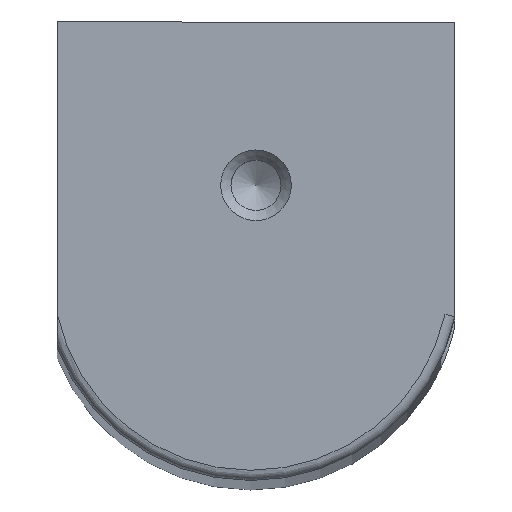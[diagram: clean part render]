
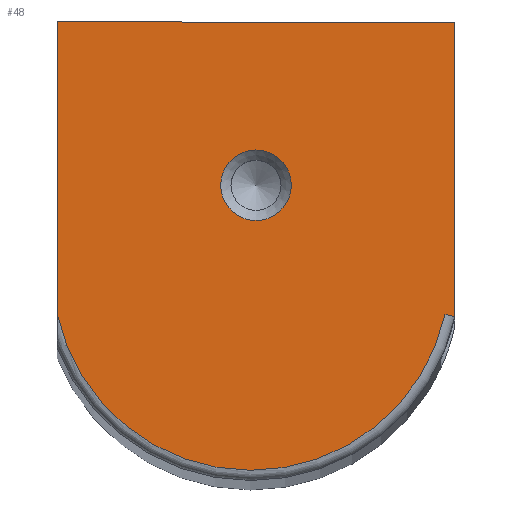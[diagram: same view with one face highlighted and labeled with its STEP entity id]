
A CAD part, top view. The second image highlights one B-rep face of the part: STEP entity #48.
In plain terms, the highlighted planar face has unit normal (0, 0, 1).
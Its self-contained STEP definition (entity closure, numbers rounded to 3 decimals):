
#48=ADVANCED_FACE('',(#228,#230),#232,.T.);
#228=FACE_BOUND('',#229,.T.);
#229=EDGE_LOOP('',(#380,#381,#382,#383,#384));
#230=FACE_BOUND('',#231,.T.);
#231=EDGE_LOOP('',(#385));
#232=PLANE('',#233);
#233=AXIS2_PLACEMENT_3D('',#234,#235,#236);
#234=CARTESIAN_POINT('',(0.,0.,534.));
#235=DIRECTION('',(0.,0.,1.));
#236=DIRECTION('',(-1.,0.,0.));
#380=ORIENTED_EDGE('',*,*,#460,.T.);
#381=ORIENTED_EDGE('',*,*,#461,.F.);
#382=ORIENTED_EDGE('',*,*,#462,.T.);
#383=ORIENTED_EDGE('',*,*,#463,.T.);
#384=ORIENTED_EDGE('',*,*,#464,.T.);
#385=ORIENTED_EDGE('',*,*,#465,.T.);
#460=EDGE_CURVE('',#500,#501,#502,.T.);
#461=EDGE_CURVE('',#503,#501,#504,.F.);
#462=EDGE_CURVE('',#503,#505,#506,.T.);
#463=EDGE_CURVE('',#505,#507,#508,.T.);
#464=EDGE_CURVE('',#507,#500,#509,.T.);
#465=EDGE_CURVE('',#510,#510,#511,.T.);
#500=VERTEX_POINT('',#568);
#501=VERTEX_POINT('',#569);
#502=CIRCLE('',#570,19.453);
#503=VERTEX_POINT('',#574);
#504=LINE('',#575,#576);
#505=VERTEX_POINT('',#578);
#506=LINE('',#579,#580);
#507=VERTEX_POINT('',#582);
#508=LINE('',#583,#584);
#509=LINE('',#586,#587);
#510=VERTEX_POINT('',#589);
#511=CIRCLE('',#590,3.459);
#568=CARTESIAN_POINT('',(-19.5,-28.549,534.));
#569=CARTESIAN_POINT('',(18.523,-28.671,534.));
#570=AXIS2_PLACEMENT_3D('',#571,#572,#573);
#571=CARTESIAN_POINT('',(-0.475,-24.493,534.));
#572=DIRECTION('',(0.,0.,1.));
#573=DIRECTION('',(-0.978,-0.209,0.));
#574=CARTESIAN_POINT('',(19.5,-28.886,534.));
#575=CARTESIAN_POINT('',(18.523,-28.671,534.));
#576=VECTOR('',#577,1.);
#577=DIRECTION('',(0.977,-0.215,0.));
#578=CARTESIAN_POINT('',(19.5,0.,534.));
#579=CARTESIAN_POINT('',(19.5,-28.886,534.));
#580=VECTOR('',#581,1.);
#581=DIRECTION('',(0.,1.,0.));
#582=CARTESIAN_POINT('',(-19.5,0.,534.));
#583=CARTESIAN_POINT('',(19.5,0.,534.));
#584=VECTOR('',#585,1.);
#585=DIRECTION('',(-1.,0.,0.));
#586=CARTESIAN_POINT('',(-19.5,0.,534.));
#587=VECTOR('',#588,1.);
#588=DIRECTION('',(0.,-1.,0.));
#589=CARTESIAN_POINT('',(0.,-12.541,534.));
#590=AXIS2_PLACEMENT_3D('',#591,#592,#593);
#591=CARTESIAN_POINT('',(0.,-16.,534.));
#592=DIRECTION('',(0.,0.,-1.));
#593=DIRECTION('',(0.,1.,0.));
